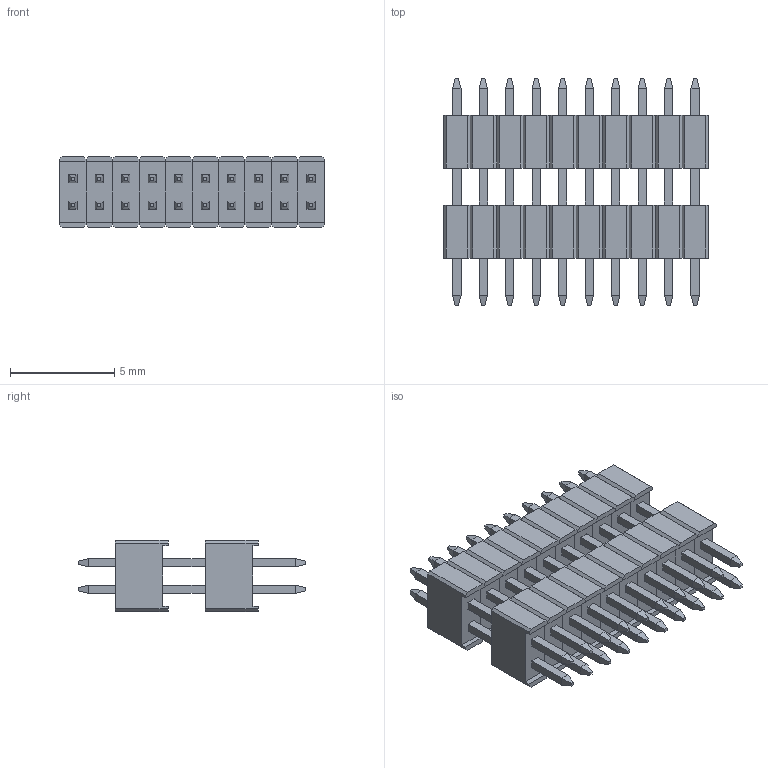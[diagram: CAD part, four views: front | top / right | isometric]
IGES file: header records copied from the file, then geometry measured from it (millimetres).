
Start section: SolidWorks IGES file using analytic representation for surfaces
Global section: file name: TBSTC-5.IGS; native system: SolidWorks 2014; preprocessor: SolidWorks 2014; author: ewilson; date: 140805.150453; units: inch
Bounding box: 12.7 x 10.92 x 3.4 mm (x, y, z)
Surface area: 1092.9 mm2 (no closed solid volume)
Topology: 0 solids, 0 shells, 880 faces, 4160 edges, 4160 vertices
Faces by surface type: bspline 880
